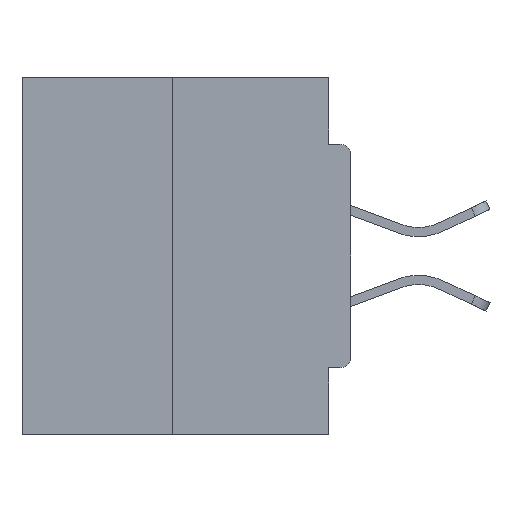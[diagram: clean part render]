
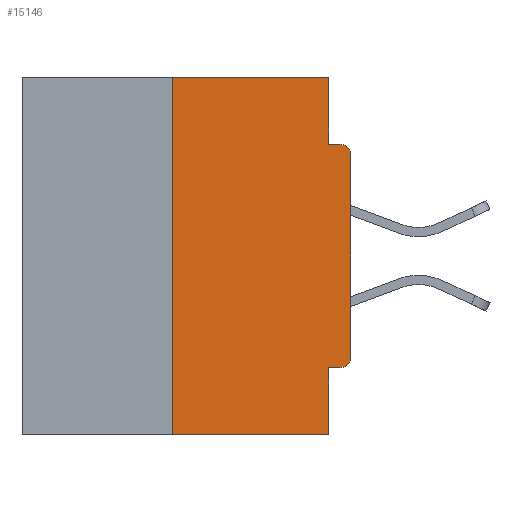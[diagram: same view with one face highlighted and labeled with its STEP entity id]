
A CAD part, left-side view. The second image highlights one B-rep face of the part: STEP entity #15146.
In plain terms, the highlighted planar face has unit normal (-1, 0, 0).
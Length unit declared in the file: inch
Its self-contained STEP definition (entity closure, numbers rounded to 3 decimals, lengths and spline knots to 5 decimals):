
#339 = DIRECTION ( 'NONE',  ( 0., -1., 0. ) ) ;
#374 = VERTEX_POINT ( 'NONE', #18024 ) ;
#805 = CARTESIAN_POINT ( 'NONE',  ( 0., 0.015, -0.0935 ) ) ;
#2393 = EDGE_CURVE ( 'NONE', #12751, #374, #29862, .T. ) ;
#2935 = VERTEX_POINT ( 'NONE', #28639 ) ;
#3998 = CARTESIAN_POINT ( 'NONE',  ( 0., 0.031, -0.5 ) ) ;
#4077 = EDGE_CURVE ( 'NONE', #12751, #2935, #28014, .T. ) ;
#4254 = EDGE_CURVE ( 'NONE', #6494, #6244, #18251, .T. ) ;
#4471 = ORIENTED_EDGE ( 'NONE', *, *, #4254, .T. ) ;
#4528 = CARTESIAN_POINT ( 'NONE',  ( 0., 0.031, 0. ) ) ;
#4708 = ORIENTED_EDGE ( 'NONE', *, *, #29782, .T. ) ;
#4939 = CARTESIAN_POINT ( 'NONE',  ( 0., 0.46, 0. ) ) ;
#5095 = CARTESIAN_POINT ( 'NONE',  ( 0., 0., -0.1085 ) ) ;
#6096 = LINE ( 'NONE', #4528, #22700 ) ;
#6172 = ORIENTED_EDGE ( 'NONE', *, *, #11814, .F. ) ;
#6244 = VERTEX_POINT ( 'NONE', #805 ) ;
#6287 = VECTOR ( 'NONE', #9973, 39.37008 ) ;
#6292 = VECTOR ( 'NONE', #12235, 39.37008 ) ;
#6494 = VERTEX_POINT ( 'NONE', #5095 ) ;
#7524 = VECTOR ( 'NONE', #15002, 39.37008 ) ;
#8484 = DIRECTION ( 'NONE',  ( 0., 0., 1. ) ) ;
#8631 = EDGE_CURVE ( 'NONE', #23835, #15468, #6096, .T. ) ;
#8683 = LINE ( 'NONE', #16675, #10407 ) ;
#8995 = AXIS2_PLACEMENT_3D ( 'NONE', #12821, #15549, #29268 ) ;
#9973 = DIRECTION ( 'NONE',  ( 0., 0., 1. ) ) ;
#10407 = VECTOR ( 'NONE', #339, 39.37008 ) ;
#10688 = CARTESIAN_POINT ( 'NONE',  ( 0., 0.015, -0.4065 ) ) ;
#10985 = CARTESIAN_POINT ( 'NONE',  ( 0., 0.25, 0. ) ) ;
#11120 = ORIENTED_EDGE ( 'NONE', *, *, #12414, .F. ) ;
#11234 = ORIENTED_EDGE ( 'NONE', *, *, #14245, .F. ) ;
#11814 = EDGE_CURVE ( 'NONE', #17799, #18973, #12723, .T. ) ;
#12021 = ORIENTED_EDGE ( 'NONE', *, *, #2393, .T. ) ;
#12235 = DIRECTION ( 'NONE',  ( 0., 1., 0. ) ) ;
#12414 = EDGE_CURVE ( 'NONE', #2935, #22208, #34475, .T. ) ;
#12723 = LINE ( 'NONE', #10985, #35326 ) ;
#12751 = VERTEX_POINT ( 'NONE', #10688 ) ;
#12821 = CARTESIAN_POINT ( 'NONE',  ( 0., 0.015, -0.1085 ) ) ;
#14245 = EDGE_CURVE ( 'NONE', #18973, #23835, #8683, .T. ) ;
#14489 = DIRECTION ( 'NONE',  ( -1., 0., 0. ) ) ;
#14771 = LINE ( 'NONE', #20572, #7524 ) ;
#14981 = DIRECTION ( 'NONE',  ( 0., 0., -1. ) ) ;
#15002 = DIRECTION ( 'NONE',  ( 0., -1., 0. ) ) ;
#15146 = ADVANCED_FACE ( 'NONE', ( #33506 ), #21244, .F. ) ;
#15265 = ORIENTED_EDGE ( 'NONE', *, *, #32076, .F. ) ;
#15468 = VERTEX_POINT ( 'NONE', #19917 ) ;
#15549 = DIRECTION ( 'NONE',  ( -1., 0., 0. ) ) ;
#16304 = ORIENTED_EDGE ( 'NONE', *, *, #30505, .T. ) ;
#16675 = CARTESIAN_POINT ( 'NONE',  ( 0., 0.46, 0. ) ) ;
#17225 = ORIENTED_EDGE ( 'NONE', *, *, #4077, .F. ) ;
#17799 = VERTEX_POINT ( 'NONE', #26612 ) ;
#17800 = CARTESIAN_POINT ( 'NONE',  ( 0., 0.031, -0.5 ) ) ;
#18024 = CARTESIAN_POINT ( 'NONE',  ( 0., 0., -0.3915 ) ) ;
#18251 = CIRCLE ( 'NONE', #8995, 0.015 ) ;
#18973 = VERTEX_POINT ( 'NONE', #34257 ) ;
#19855 = CARTESIAN_POINT ( 'NONE',  ( 0., 0.015, -0.3915 ) ) ;
#19917 = CARTESIAN_POINT ( 'NONE',  ( 0., 0.031, -0.0935 ) ) ;
#19976 = DIRECTION ( 'NONE',  ( 0., 0., -1. ) ) ;
#20141 = CARTESIAN_POINT ( 'NONE',  ( 0., 0.031, 0. ) ) ;
#20572 = CARTESIAN_POINT ( 'NONE',  ( 0., 0.46, -0.5 ) ) ;
#21244 = PLANE ( 'NONE',  #31490 ) ;
#22208 = VERTEX_POINT ( 'NONE', #17800 ) ;
#22700 = VECTOR ( 'NONE', #31592, 39.37008 ) ;
#22765 = DIRECTION ( 'NONE',  ( 0., -1., 0. ) ) ;
#23125 = CARTESIAN_POINT ( 'NONE',  ( 0., 0., -0.0935 ) ) ;
#23754 = VECTOR ( 'NONE', #14981, 39.37008 ) ;
#23835 = VERTEX_POINT ( 'NONE', #20141 ) ;
#24000 = DIRECTION ( 'NONE',  ( 0., 0., -1. ) ) ;
#24602 = LINE ( 'NONE', #26253, #6287 ) ;
#25452 = VECTOR ( 'NONE', #22765, 39.37008 ) ;
#25904 = LINE ( 'NONE', #23125, #25452 ) ;
#26253 = CARTESIAN_POINT ( 'NONE',  ( 0., 0., 0. ) ) ;
#26612 = CARTESIAN_POINT ( 'NONE',  ( 0., 0.25, -0.5 ) ) ;
#26841 = DIRECTION ( 'NONE',  ( 1., 0., 0. ) ) ;
#28014 = LINE ( 'NONE', #34317, #6292 ) ;
#28618 = EDGE_LOOP ( 'NONE', ( #11234, #6172, #16304, #11120, #17225, #12021, #4708, #4471, #15265, #34771 ) ) ;
#28639 = CARTESIAN_POINT ( 'NONE',  ( 0., 0.031, -0.4065 ) ) ;
#29268 = DIRECTION ( 'NONE',  ( 0., 0., -1. ) ) ;
#29782 = EDGE_CURVE ( 'NONE', #374, #6494, #24602, .T. ) ;
#29862 = CIRCLE ( 'NONE', #33379, 0.015 ) ;
#30505 = EDGE_CURVE ( 'NONE', #17799, #22208, #14771, .T. ) ;
#31490 = AXIS2_PLACEMENT_3D ( 'NONE', #4939, #26841, #24000 ) ;
#31592 = DIRECTION ( 'NONE',  ( 0., 0., -1. ) ) ;
#32076 = EDGE_CURVE ( 'NONE', #15468, #6244, #25904, .T. ) ;
#33379 = AXIS2_PLACEMENT_3D ( 'NONE', #19855, #14489, #19976 ) ;
#33506 = FACE_OUTER_BOUND ( 'NONE', #28618, .T. ) ;
#34257 = CARTESIAN_POINT ( 'NONE',  ( 0., 0.25, 0. ) ) ;
#34317 = CARTESIAN_POINT ( 'NONE',  ( 0., 0., -0.4065 ) ) ;
#34475 = LINE ( 'NONE', #3998, #23754 ) ;
#34771 = ORIENTED_EDGE ( 'NONE', *, *, #8631, .F. ) ;
#35326 = VECTOR ( 'NONE', #8484, 39.37008 ) ;
